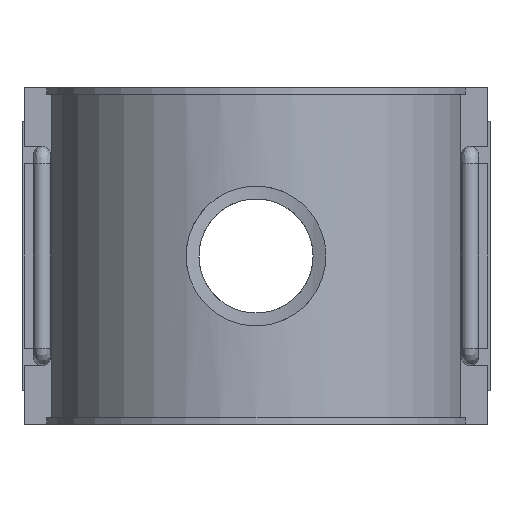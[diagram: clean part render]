
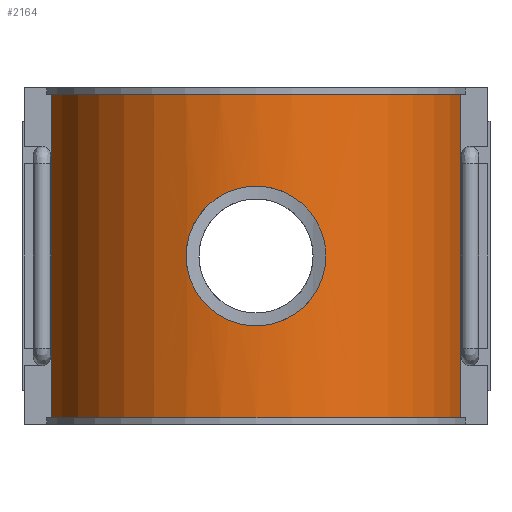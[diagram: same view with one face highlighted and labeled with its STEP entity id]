
A CAD part, front view. The second image highlights one B-rep face of the part: STEP entity #2164.
In plain terms, the highlighted cylindrical face has radius 73.5 mm (diameter 147 mm), a partial arc.
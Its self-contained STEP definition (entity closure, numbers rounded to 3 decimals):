
#31=LINE('',#3614,#238);
#66=LINE('',#3839,#273);
#238=VECTOR('',#2534,113.28);
#273=VECTOR('',#2611,113.28);
#532=CIRCLE('',#2298,73.5);
#540=CIRCLE('',#2312,73.5);
#612=FACE_BOUND('',#814,.T.);
#670=FACE_OUTER_BOUND('',#813,.T.);
#813=EDGE_LOOP('',(#1612,#1613,#1614,#1615));
#814=EDGE_LOOP('',(#1616));
#962=B_SPLINE_CURVE_WITH_KNOTS('',3,(#3078,#3079,#3080,#3081,#3082,#3083,
#3084,#3085,#3086,#3087,#3088,#3089,#3090,#3091,#3092,#3093,#3094,#3095,
#3096,#3097,#3098,#3099,#3100,#3101,#3102,#3103,#3104,#3105,#3106,#3107,
#3108,#3109,#3110,#3111,#3112,#3113,#3114,#3115,#3116,#3117,#3118,#3119,
#3120,#3121,#3122,#3123,#3124,#3125,#3126,#3127,#3128,#3129,#3130,#3131,
#3132,#3133,#3134,#3135,#3136,#3137,#3138,#3139,#3140,#3141,#3142,#3143),
 .UNSPECIFIED.,.T.,.F.,(4,2,2,2,2,2,2,2,2,2,2,2,2,2,2,2,2,2,2,2,2,2,2,2,
2,2,2,2,2,2,2,2,4),(0.,0.465,0.931,1.396,
1.862,2.327,2.792,3.257,3.723,
4.188,4.653,5.118,5.583,6.049,
6.514,6.98,7.445,7.91,8.376,
8.841,9.307,9.772,10.237,10.702,
11.168,11.633,12.098,12.563,13.028,
13.494,13.959,14.425,14.89),
 .UNSPECIFIED.);
#987=VERTEX_POINT('',#3077);
#1007=VERTEX_POINT('',#3599);
#1008=VERTEX_POINT('',#3601);
#1012=VERTEX_POINT('',#3613);
#1031=VERTEX_POINT('',#3658);
#1195=EDGE_CURVE('',#987,#987,#962,.T.);
#1219=EDGE_CURVE('',#1007,#1008,#532,.T.);
#1224=EDGE_CURVE('',#1007,#1012,#31,.T.);
#1246=EDGE_CURVE('',#1031,#1012,#540,.T.);
#1279=EDGE_CURVE('',#1008,#1031,#66,.T.);
#1612=ORIENTED_EDGE('',*,*,#1219,.T.);
#1613=ORIENTED_EDGE('',*,*,#1279,.T.);
#1614=ORIENTED_EDGE('',*,*,#1246,.T.);
#1615=ORIENTED_EDGE('',*,*,#1224,.F.);
#1616=ORIENTED_EDGE('',*,*,#1195,.T.);
#2121=CYLINDRICAL_SURFACE('',#2322,73.5);
#2164=ADVANCED_FACE('',(#670,#612),#2121,.T.);
#2298=AXIS2_PLACEMENT_3D('',#3603,#2524,#2525);
#2312=AXIS2_PLACEMENT_3D('',#3659,#2571,#2572);
#2322=AXIS2_PLACEMENT_3D('',#3840,#2612,#2613);
#2524=DIRECTION('center_axis',(0.,0.,1.));
#2525=DIRECTION('ref_axis',(1.,0.,0.));
#2534=DIRECTION('',(0.,0.,1.));
#2571=DIRECTION('center_axis',(0.,0.,-1.));
#2572=DIRECTION('ref_axis',(1.,0.,0.));
#2611=DIRECTION('',(0.,0.,1.));
#2612=DIRECTION('center_axis',(0.,0.,1.));
#2613=DIRECTION('ref_axis',(1.,0.,0.));
#3077=CARTESIAN_POINT('',(24.5,-69.296,0.));
#3078=CARTESIAN_POINT('Ctrl Pts',(24.5,-69.296,0.));
#3079=CARTESIAN_POINT('Ctrl Pts',(24.5,-69.296,-1.551));
#3080=CARTESIAN_POINT('Ctrl Pts',(24.35,-69.35,-3.152));
#3081=CARTESIAN_POINT('Ctrl Pts',(23.724,-69.567,-6.327));
#3082=CARTESIAN_POINT('Ctrl Pts',(23.248,-69.73,-7.902));
#3083=CARTESIAN_POINT('Ctrl Pts',(21.995,-70.135,-10.916));
#3084=CARTESIAN_POINT('Ctrl Pts',(21.216,-70.378,-12.358));
#3085=CARTESIAN_POINT('Ctrl Pts',(19.421,-70.894,-15.021));
#3086=CARTESIAN_POINT('Ctrl Pts',(18.405,-71.167,-16.243));
#3087=CARTESIAN_POINT('Ctrl Pts',(16.243,-71.691,-18.405));
#3088=CARTESIAN_POINT('Ctrl Pts',(15.022,-71.961,-19.421));
#3089=CARTESIAN_POINT('Ctrl Pts',(12.358,-72.466,-21.216));
#3090=CARTESIAN_POINT('Ctrl Pts',(10.916,-72.701,-21.994));
#3091=CARTESIAN_POINT('Ctrl Pts',(7.901,-73.09,-23.248));
#3092=CARTESIAN_POINT('Ctrl Pts',(6.326,-73.245,-23.725));
#3093=CARTESIAN_POINT('Ctrl Pts',(3.151,-73.45,-24.35));
#3094=CARTESIAN_POINT('Ctrl Pts',(1.551,-73.5,-24.5));
#3095=CARTESIAN_POINT('Ctrl Pts',(-1.551,-73.5,-24.5));
#3096=CARTESIAN_POINT('Ctrl Pts',(-3.151,-73.45,-24.35));
#3097=CARTESIAN_POINT('Ctrl Pts',(-6.326,-73.245,-23.725));
#3098=CARTESIAN_POINT('Ctrl Pts',(-7.901,-73.09,-23.248));
#3099=CARTESIAN_POINT('Ctrl Pts',(-10.916,-72.701,-21.994));
#3100=CARTESIAN_POINT('Ctrl Pts',(-12.358,-72.466,-21.216));
#3101=CARTESIAN_POINT('Ctrl Pts',(-15.022,-71.961,-19.421));
#3102=CARTESIAN_POINT('Ctrl Pts',(-16.243,-71.691,-18.405));
#3103=CARTESIAN_POINT('Ctrl Pts',(-18.405,-71.167,-16.243));
#3104=CARTESIAN_POINT('Ctrl Pts',(-19.421,-70.894,-15.021));
#3105=CARTESIAN_POINT('Ctrl Pts',(-21.216,-70.378,-12.358));
#3106=CARTESIAN_POINT('Ctrl Pts',(-21.995,-70.135,-10.916));
#3107=CARTESIAN_POINT('Ctrl Pts',(-23.248,-69.73,-7.902));
#3108=CARTESIAN_POINT('Ctrl Pts',(-23.724,-69.567,-6.327));
#3109=CARTESIAN_POINT('Ctrl Pts',(-24.35,-69.35,-3.152));
#3110=CARTESIAN_POINT('Ctrl Pts',(-24.5,-69.296,-1.551));
#3111=CARTESIAN_POINT('Ctrl Pts',(-24.5,-69.296,1.551));
#3112=CARTESIAN_POINT('Ctrl Pts',(-24.35,-69.35,3.152));
#3113=CARTESIAN_POINT('Ctrl Pts',(-23.724,-69.567,6.327));
#3114=CARTESIAN_POINT('Ctrl Pts',(-23.248,-69.73,7.902));
#3115=CARTESIAN_POINT('Ctrl Pts',(-21.995,-70.135,10.916));
#3116=CARTESIAN_POINT('Ctrl Pts',(-21.216,-70.378,12.358));
#3117=CARTESIAN_POINT('Ctrl Pts',(-19.421,-70.894,15.021));
#3118=CARTESIAN_POINT('Ctrl Pts',(-18.405,-71.167,16.243));
#3119=CARTESIAN_POINT('Ctrl Pts',(-16.243,-71.691,18.405));
#3120=CARTESIAN_POINT('Ctrl Pts',(-15.022,-71.961,19.421));
#3121=CARTESIAN_POINT('Ctrl Pts',(-12.358,-72.466,21.216));
#3122=CARTESIAN_POINT('Ctrl Pts',(-10.916,-72.701,21.994));
#3123=CARTESIAN_POINT('Ctrl Pts',(-7.901,-73.09,23.248));
#3124=CARTESIAN_POINT('Ctrl Pts',(-6.326,-73.245,23.725));
#3125=CARTESIAN_POINT('Ctrl Pts',(-3.151,-73.45,24.35));
#3126=CARTESIAN_POINT('Ctrl Pts',(-1.551,-73.5,24.5));
#3127=CARTESIAN_POINT('Ctrl Pts',(1.551,-73.5,24.5));
#3128=CARTESIAN_POINT('Ctrl Pts',(3.151,-73.45,24.35));
#3129=CARTESIAN_POINT('Ctrl Pts',(6.326,-73.245,23.725));
#3130=CARTESIAN_POINT('Ctrl Pts',(7.901,-73.09,23.248));
#3131=CARTESIAN_POINT('Ctrl Pts',(10.916,-72.701,21.994));
#3132=CARTESIAN_POINT('Ctrl Pts',(12.358,-72.466,21.216));
#3133=CARTESIAN_POINT('Ctrl Pts',(15.022,-71.961,19.421));
#3134=CARTESIAN_POINT('Ctrl Pts',(16.243,-71.691,18.405));
#3135=CARTESIAN_POINT('Ctrl Pts',(18.405,-71.167,16.243));
#3136=CARTESIAN_POINT('Ctrl Pts',(19.421,-70.894,15.021));
#3137=CARTESIAN_POINT('Ctrl Pts',(21.216,-70.378,12.358));
#3138=CARTESIAN_POINT('Ctrl Pts',(21.995,-70.135,10.916));
#3139=CARTESIAN_POINT('Ctrl Pts',(23.248,-69.73,7.902));
#3140=CARTESIAN_POINT('Ctrl Pts',(23.724,-69.567,6.327));
#3141=CARTESIAN_POINT('Ctrl Pts',(24.35,-69.35,3.152));
#3142=CARTESIAN_POINT('Ctrl Pts',(24.5,-69.296,1.551));
#3143=CARTESIAN_POINT('Ctrl Pts',(24.5,-69.296,0.));
#3599=CARTESIAN_POINT('',(-71.82,-15.625,-56.64));
#3601=CARTESIAN_POINT('',(71.82,-15.625,-56.64));
#3603=CARTESIAN_POINT('Origin',(0.,0.,-56.64));
#3613=CARTESIAN_POINT('',(-71.82,-15.625,56.64));
#3614=CARTESIAN_POINT('',(-71.82,-15.625,0.));
#3658=CARTESIAN_POINT('',(71.82,-15.625,56.64));
#3659=CARTESIAN_POINT('Origin',(0.,0.,56.64));
#3839=CARTESIAN_POINT('',(71.82,-15.625,0.));
#3840=CARTESIAN_POINT('Origin',(0.,0.,0.));
